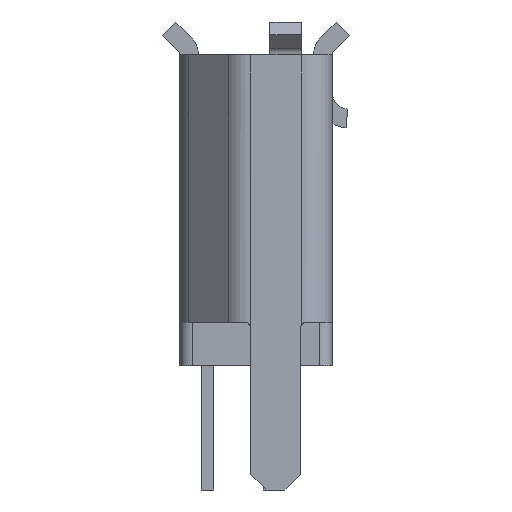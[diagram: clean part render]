
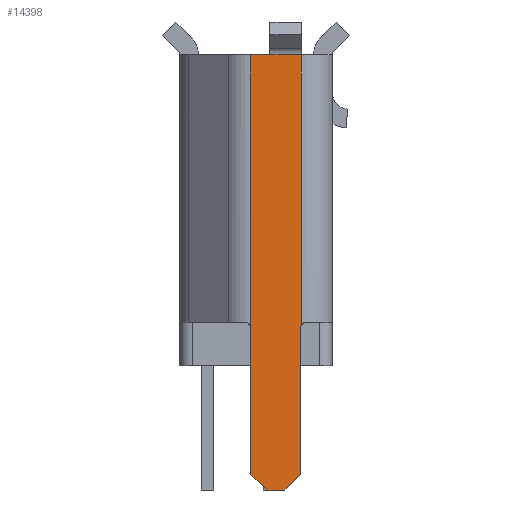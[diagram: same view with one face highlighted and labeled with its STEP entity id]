
A CAD part, front view. The second image highlights one B-rep face of the part: STEP entity #14398.
In plain terms, the highlighted planar face has unit normal (0, -1, 0).
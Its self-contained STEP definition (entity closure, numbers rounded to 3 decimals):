
#136 = ORIENTED_EDGE ( 'NONE', *, *, #11927, .T. ) ;
#473 = ORIENTED_EDGE ( 'NONE', *, *, #10305, .T. ) ;
#571 = CARTESIAN_POINT ( 'NONE',  ( 0.466, -3.75, -4.5 ) ) ;
#899 = DIRECTION ( 'NONE',  ( 1., 0., 0. ) ) ;
#1382 = PLANE ( 'NONE',  #17899 ) ;
#1488 = DIRECTION ( 'NONE',  ( 0., 0., 1. ) ) ;
#1523 = CARTESIAN_POINT ( 'NONE',  ( 0.466, -3.75, -4.5 ) ) ;
#1605 = VERTEX_POINT ( 'NONE', #22791 ) ;
#1657 = VERTEX_POINT ( 'NONE', #571 ) ;
#1866 = VECTOR ( 'NONE', #8660, 1000. ) ;
#2612 = CARTESIAN_POINT ( 'NONE',  ( 0.716, -3.75, -4.25 ) ) ;
#2711 = VECTOR ( 'NONE', #4618, 1000. ) ;
#3290 = AXIS2_PLACEMENT_3D ( 'NONE', #19492, #3974, #5701 ) ;
#3794 = VERTEX_POINT ( 'NONE', #21308 ) ;
#3974 = DIRECTION ( 'NONE',  ( 0., 1., 0. ) ) ;
#4561 = CARTESIAN_POINT ( 'NONE',  ( 0.725, -3.75, 2.5 ) ) ;
#4581 = FACE_OUTER_BOUND ( 'NONE', #15391, .T. ) ;
#4595 = EDGE_CURVE ( 'NONE', #3794, #9375, #9427, .T. ) ;
#4618 = DIRECTION ( 'NONE',  ( 0.707, 0., 0.707 ) ) ;
#4730 = DIRECTION ( 'NONE',  ( 1., 0., 0. ) ) ;
#5090 = EDGE_CURVE ( 'NONE', #20511, #16095, #17835, .T. ) ;
#5354 = EDGE_CURVE ( 'NONE', #8248, #1657, #14098, .T. ) ;
#5701 = DIRECTION ( 'NONE',  ( 0., 0., 1. ) ) ;
#6176 = ORIENTED_EDGE ( 'NONE', *, *, #10548, .T. ) ;
#6233 = EDGE_CURVE ( 'NONE', #1657, #20511, #6586, .T. ) ;
#6330 = DIRECTION ( 'NONE',  ( 0., 1., 0. ) ) ;
#6337 = EDGE_CURVE ( 'NONE', #9375, #15130, #13349, .T. ) ;
#6586 = LINE ( 'NONE', #1523, #2711 ) ;
#6917 = LINE ( 'NONE', #13782, #1866 ) ;
#7172 = EDGE_CURVE ( 'NONE', #16308, #8248, #6917, .T. ) ;
#7441 = VECTOR ( 'NONE', #16288, 1000. ) ;
#7856 = CARTESIAN_POINT ( 'NONE',  ( 0.225, -3.75, 2.5 ) ) ;
#7986 = VECTOR ( 'NONE', #10107, 1000. ) ;
#8194 = CARTESIAN_POINT ( 'NONE',  ( -0.092, -3.75, 2.5 ) ) ;
#8248 = VERTEX_POINT ( 'NONE', #14437 ) ;
#8342 = EDGE_CURVE ( 'NONE', #15130, #22169, #21925, .T. ) ;
#8660 = DIRECTION ( 'NONE',  ( 0.707, 0., -0.707 ) ) ;
#9154 = DIRECTION ( 'NONE',  ( 0., 1., 0. ) ) ;
#9327 = CARTESIAN_POINT ( 'NONE',  ( 0.716, -3.75, -4.5 ) ) ;
#9333 = LINE ( 'NONE', #16292, #21210 ) ;
#9375 = VERTEX_POINT ( 'NONE', #7856 ) ;
#9427 = LINE ( 'NONE', #15103, #15831 ) ;
#9958 = ORIENTED_EDGE ( 'NONE', *, *, #7172, .T. ) ;
#10107 = DIRECTION ( 'NONE',  ( 0., 0., -1. ) ) ;
#10305 = EDGE_CURVE ( 'NONE', #16095, #22169, #11044, .T. ) ;
#10407 = ORIENTED_EDGE ( 'NONE', *, *, #6337, .F. ) ;
#10548 = EDGE_CURVE ( 'NONE', #15467, #1605, #16142, .T. ) ;
#10882 = DIRECTION ( 'NONE',  ( 0., 0., 1. ) ) ;
#11044 = CIRCLE ( 'NONE', #3290, 0.1 ) ;
#11220 = EDGE_CURVE ( 'NONE', #3794, #15467, #20261, .T. ) ;
#11663 = CARTESIAN_POINT ( 'NONE',  ( 0.716, -3.75, -1.9 ) ) ;
#11927 = EDGE_CURVE ( 'NONE', #1605, #16308, #9333, .T. ) ;
#12857 = DIRECTION ( 'NONE',  ( 0., 0., -1. ) ) ;
#12868 = ORIENTED_EDGE ( 'NONE', *, *, #8342, .F. ) ;
#13145 = ORIENTED_EDGE ( 'NONE', *, *, #11220, .T. ) ;
#13329 = VECTOR ( 'NONE', #4730, 1000. ) ;
#13349 = LINE ( 'NONE', #19074, #13329 ) ;
#13782 = CARTESIAN_POINT ( 'NONE',  ( -0.084, -3.75, -4.25 ) ) ;
#14098 = LINE ( 'NONE', #9327, #7441 ) ;
#14398 = ADVANCED_FACE ( 'NONE', ( #4581 ), #1382, .F. ) ;
#14437 = CARTESIAN_POINT ( 'NONE',  ( 0.166, -3.75, -4.5 ) ) ;
#15103 = CARTESIAN_POINT ( 'NONE',  ( -0.092, -3.75, 2.5 ) ) ;
#15130 = VERTEX_POINT ( 'NONE', #17004 ) ;
#15391 = EDGE_LOOP ( 'NONE', ( #13145, #6176, #136, #9958, #21044, #18867, #22702, #473, #12868, #10407, #16674 ) ) ;
#15467 = VERTEX_POINT ( 'NONE', #15546 ) ;
#15546 = CARTESIAN_POINT ( 'NONE',  ( -0.092, -3.75, -1.859 ) ) ;
#15645 = CARTESIAN_POINT ( 'NONE',  ( -0.184, -3.75, -1.9 ) ) ;
#15647 = VECTOR ( 'NONE', #18525, 1000. ) ;
#15831 = VECTOR ( 'NONE', #899, 1000. ) ;
#16095 = VERTEX_POINT ( 'NONE', #11663 ) ;
#16142 = CIRCLE ( 'NONE', #20196, 0.1 ) ;
#16288 = DIRECTION ( 'NONE',  ( 1., 0., 0. ) ) ;
#16292 = CARTESIAN_POINT ( 'NONE',  ( -0.084, -3.75, -1.8 ) ) ;
#16308 = VERTEX_POINT ( 'NONE', #18780 ) ;
#16674 = ORIENTED_EDGE ( 'NONE', *, *, #4595, .F. ) ;
#16684 = CARTESIAN_POINT ( 'NONE',  ( -0.092, -3.75, 2.5 ) ) ;
#17004 = CARTESIAN_POINT ( 'NONE',  ( 0.725, -3.75, 2.5 ) ) ;
#17835 = LINE ( 'NONE', #21281, #22489 ) ;
#17899 = AXIS2_PLACEMENT_3D ( 'NONE', #8194, #6330, #1488 ) ;
#18525 = DIRECTION ( 'NONE',  ( 0., 0., -1. ) ) ;
#18780 = CARTESIAN_POINT ( 'NONE',  ( -0.084, -3.75, -4.25 ) ) ;
#18867 = ORIENTED_EDGE ( 'NONE', *, *, #6233, .T. ) ;
#19074 = CARTESIAN_POINT ( 'NONE',  ( 0.225, -3.75, 2.5 ) ) ;
#19223 = DIRECTION ( 'NONE',  ( 0., 0., 1. ) ) ;
#19378 = CARTESIAN_POINT ( 'NONE',  ( 0.725, -3.75, -1.859 ) ) ;
#19492 = CARTESIAN_POINT ( 'NONE',  ( 0.816, -3.75, -1.9 ) ) ;
#20196 = AXIS2_PLACEMENT_3D ( 'NONE', #15645, #9154, #10882 ) ;
#20261 = LINE ( 'NONE', #16684, #15647 ) ;
#20511 = VERTEX_POINT ( 'NONE', #2612 ) ;
#21044 = ORIENTED_EDGE ( 'NONE', *, *, #5354, .T. ) ;
#21210 = VECTOR ( 'NONE', #12857, 1000. ) ;
#21281 = CARTESIAN_POINT ( 'NONE',  ( 0.716, -3.75, -1.8 ) ) ;
#21308 = CARTESIAN_POINT ( 'NONE',  ( -0.092, -3.75, 2.5 ) ) ;
#21925 = LINE ( 'NONE', #4561, #7986 ) ;
#22169 = VERTEX_POINT ( 'NONE', #19378 ) ;
#22489 = VECTOR ( 'NONE', #19223, 1000. ) ;
#22702 = ORIENTED_EDGE ( 'NONE', *, *, #5090, .T. ) ;
#22791 = CARTESIAN_POINT ( 'NONE',  ( -0.084, -3.75, -1.9 ) ) ;
